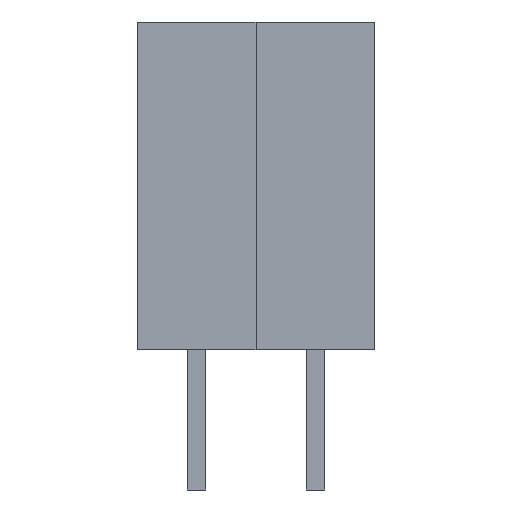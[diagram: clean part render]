
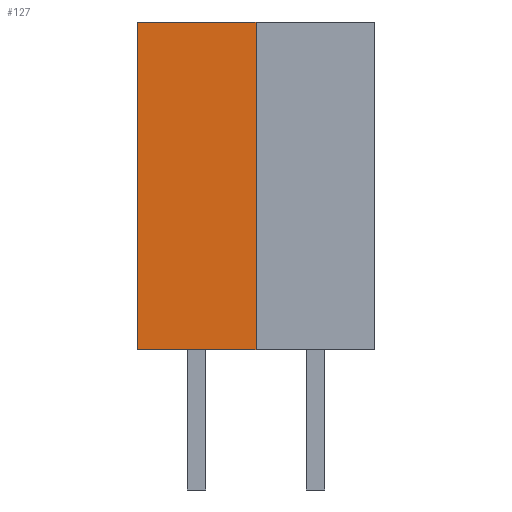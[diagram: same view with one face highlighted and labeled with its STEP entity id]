
A CAD part, front view. The second image highlights one B-rep face of the part: STEP entity #127.
In plain terms, the highlighted planar face has unit normal (0, -1, 0).
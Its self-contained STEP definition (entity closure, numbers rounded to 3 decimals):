
#13=DIRECTION('',(0.,0.,1.));
#14=DIRECTION('',(1.,0.,0.));
#103=EDGE_CURVE('',#104,#106,#108,.T.);
#104=VERTEX_POINT('',#105);
#105=CARTESIAN_POINT('',(-1.27,-1.271,0.));
#106=VERTEX_POINT('',#107);
#107=CARTESIAN_POINT('',(-1.27,-1.271,7.));
#108=LINE('',#105,#109);
#109=VECTOR('',#13,1.);
#116=DIRECTION('',(0.,1.,0.));
#127=ADVANCED_FACE('',(#128),#145,.F.);
#128=FACE_BOUND('',#129,.F.);
#129=EDGE_LOOP('',(#130,#136,#137,#142));
#130=ORIENTED_EDGE('',*,*,#131,.F.);
#131=EDGE_CURVE('',#104,#132,#134,.T.);
#132=VERTEX_POINT('',#133);
#133=CARTESIAN_POINT('',(1.27,-1.271,0.));
#134=LINE('',#105,#135);
#135=VECTOR('',#14,1.);
#136=ORIENTED_EDGE('',*,*,#103,.T.);
#137=ORIENTED_EDGE('',*,*,#138,.T.);
#138=EDGE_CURVE('',#106,#139,#141,.T.);
#139=VERTEX_POINT('',#140);
#140=CARTESIAN_POINT('',(1.27,-1.271,7.));
#141=LINE('',#107,#135);
#142=ORIENTED_EDGE('',*,*,#143,.F.);
#143=EDGE_CURVE('',#132,#139,#144,.T.);
#144=LINE('',#133,#109);
#145=PLANE('',#146);
#146=AXIS2_PLACEMENT_3D('',#105,#116,#13);
